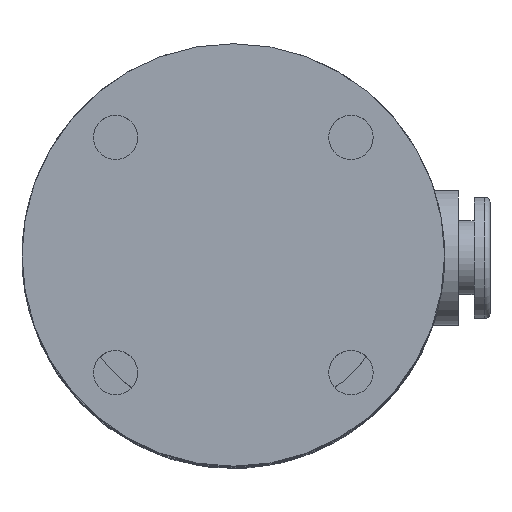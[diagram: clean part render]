
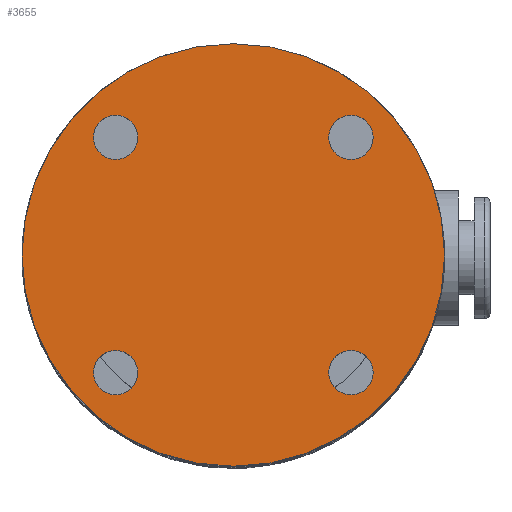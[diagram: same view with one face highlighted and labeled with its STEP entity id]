
A CAD part, top view. The second image highlights one B-rep face of the part: STEP entity #3655.
In plain terms, the highlighted planar face has unit normal (0, 0, 1).
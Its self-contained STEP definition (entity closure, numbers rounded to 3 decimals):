
#314=FACE_BOUND('',#693,.T.);
#315=FACE_BOUND('',#694,.T.);
#316=FACE_BOUND('',#695,.T.);
#317=FACE_BOUND('',#696,.T.);
#374=PLANE('',#4027);
#470=FACE_OUTER_BOUND('',#692,.T.);
#692=EDGE_LOOP('',(#2593));
#693=EDGE_LOOP('',(#2594));
#694=EDGE_LOOP('',(#2595));
#695=EDGE_LOOP('',(#2596));
#696=EDGE_LOOP('',(#2597));
#1311=CIRCLE('',#3989,2.1);
#1313=CIRCLE('',#3992,2.1);
#1315=CIRCLE('',#3995,2.1);
#1317=CIRCLE('',#3998,2.1);
#1329=CIRCLE('',#4024,20.);
#1566=VERTEX_POINT('',#5632);
#1568=VERTEX_POINT('',#5638);
#1570=VERTEX_POINT('',#5644);
#1572=VERTEX_POINT('',#5650);
#1607=VERTEX_POINT('',#5888);
#1920=EDGE_CURVE('',#1566,#1566,#1311,.T.);
#1923=EDGE_CURVE('',#1568,#1568,#1313,.T.);
#1926=EDGE_CURVE('',#1570,#1570,#1315,.T.);
#1929=EDGE_CURVE('',#1572,#1572,#1317,.T.);
#1981=EDGE_CURVE('',#1607,#1607,#1329,.T.);
#2593=ORIENTED_EDGE('',*,*,#1981,.F.);
#2594=ORIENTED_EDGE('',*,*,#1920,.T.);
#2595=ORIENTED_EDGE('',*,*,#1923,.T.);
#2596=ORIENTED_EDGE('',*,*,#1926,.T.);
#2597=ORIENTED_EDGE('',*,*,#1929,.T.);
#3655=ADVANCED_FACE('',(#470,#314,#315,#316,#317),#374,.T.);
#3989=AXIS2_PLACEMENT_3D('',#5633,#4477,#4478);
#3992=AXIS2_PLACEMENT_3D('',#5639,#4484,#4485);
#3995=AXIS2_PLACEMENT_3D('',#5645,#4491,#4492);
#3998=AXIS2_PLACEMENT_3D('',#5651,#4498,#4499);
#4024=AXIS2_PLACEMENT_3D('',#5890,#4580,#4581);
#4027=AXIS2_PLACEMENT_3D('',#5893,#4586,#4587);
#4477=DIRECTION('center_axis',(0.,0.,-1.));
#4478=DIRECTION('ref_axis',(-1.,0.,0.));
#4484=DIRECTION('center_axis',(0.,0.,-1.));
#4485=DIRECTION('ref_axis',(-1.,0.,0.));
#4491=DIRECTION('center_axis',(0.,0.,-1.));
#4492=DIRECTION('ref_axis',(-1.,0.,0.));
#4498=DIRECTION('center_axis',(0.,0.,-1.));
#4499=DIRECTION('ref_axis',(-1.,0.,0.));
#4580=DIRECTION('center_axis',(0.,0.,-1.));
#4581=DIRECTION('ref_axis',(-1.,0.,0.));
#4586=DIRECTION('center_axis',(0.,0.,1.));
#4587=DIRECTION('ref_axis',(1.,0.,0.));
#5632=CARTESIAN_POINT('',(13.237,11.137,0.));
#5633=CARTESIAN_POINT('Origin',(11.137,11.137,0.));
#5638=CARTESIAN_POINT('',(-9.037,-11.137,0.));
#5639=CARTESIAN_POINT('Origin',(-11.137,-11.137,0.));
#5644=CARTESIAN_POINT('',(-9.037,11.137,0.));
#5645=CARTESIAN_POINT('Origin',(-11.137,11.137,0.));
#5650=CARTESIAN_POINT('',(13.237,-11.137,0.));
#5651=CARTESIAN_POINT('Origin',(11.137,-11.137,0.));
#5888=CARTESIAN_POINT('',(20.,0.,0.));
#5890=CARTESIAN_POINT('Origin',(0.,0.,0.));
#5893=CARTESIAN_POINT('Origin',(0.,0.,0.));
